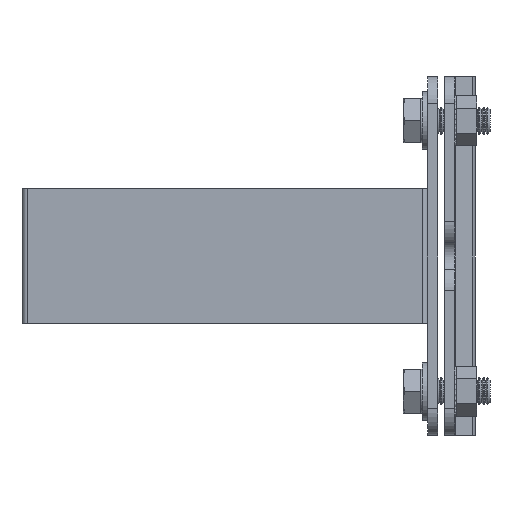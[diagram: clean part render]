
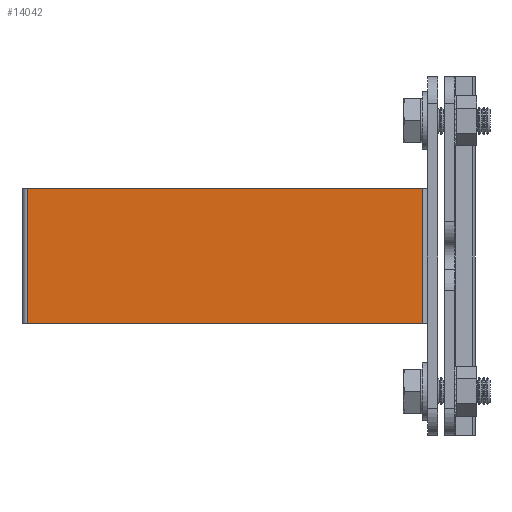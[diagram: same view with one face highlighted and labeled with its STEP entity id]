
A CAD part, left-side view. The second image highlights one B-rep face of the part: STEP entity #14042.
In plain terms, the highlighted planar face has unit normal (-1, 0, 0).
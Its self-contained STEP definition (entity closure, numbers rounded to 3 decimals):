
#140 = LINE ( 'NONE', #20835, #4183 ) ;
#450 = DIRECTION ( 'NONE',  ( 0., 0., -1. ) ) ;
#1644 = AXIS2_PLACEMENT_3D ( 'NONE', #9639, #7884, #18302 ) ;
#1703 = VECTOR ( 'NONE', #19851, 1000. ) ;
#2384 = PLANE ( 'NONE',  #1644 ) ;
#4183 = VECTOR ( 'NONE', #8667, 1000. ) ;
#4786 = EDGE_CURVE ( 'NONE', #20287, #8136, #14307, .T. ) ;
#5466 = CARTESIAN_POINT ( 'NONE',  ( -20., 58.5, -20. ) ) ;
#6979 = CARTESIAN_POINT ( 'NONE',  ( -20., 58.5, 20. ) ) ;
#7884 = DIRECTION ( 'NONE',  ( 1., 0., 0. ) ) ;
#8136 = VERTEX_POINT ( 'NONE', #14616 ) ;
#8396 = ORIENTED_EDGE ( 'NONE', *, *, #22319, .F. ) ;
#8619 = VECTOR ( 'NONE', #16527, 1000. ) ;
#8667 = DIRECTION ( 'NONE',  ( 0., 0., -1. ) ) ;
#8759 = EDGE_CURVE ( 'NONE', #20191, #20287, #140, .T. ) ;
#9639 = CARTESIAN_POINT ( 'NONE',  ( -20., 58.5, 20. ) ) ;
#9748 = EDGE_CURVE ( 'NONE', #20191, #18258, #13348, .T. ) ;
#11191 = CARTESIAN_POINT ( 'NONE',  ( -20., 58.5, 20. ) ) ;
#11757 = FACE_OUTER_BOUND ( 'NONE', #20590, .T. ) ;
#12751 = LINE ( 'NONE', #17631, #15407 ) ;
#13348 = LINE ( 'NONE', #11191, #1703 ) ;
#14042 = ADVANCED_FACE ( 'NONE', ( #11757 ), #2384, .F. ) ;
#14307 = LINE ( 'NONE', #19861, #8619 ) ;
#14616 = CARTESIAN_POINT ( 'NONE',  ( -20., -58.5, -20. ) ) ;
#15014 = ORIENTED_EDGE ( 'NONE', *, *, #9748, .F. ) ;
#15407 = VECTOR ( 'NONE', #450, 1000. ) ;
#16527 = DIRECTION ( 'NONE',  ( 0., -1., 0. ) ) ;
#16749 = ORIENTED_EDGE ( 'NONE', *, *, #8759, .T. ) ;
#17631 = CARTESIAN_POINT ( 'NONE',  ( -20., -58.5, 20. ) ) ;
#18201 = ORIENTED_EDGE ( 'NONE', *, *, #4786, .T. ) ;
#18258 = VERTEX_POINT ( 'NONE', #18583 ) ;
#18302 = DIRECTION ( 'NONE',  ( 0., 1., 0. ) ) ;
#18583 = CARTESIAN_POINT ( 'NONE',  ( -20., -58.5, 20. ) ) ;
#19851 = DIRECTION ( 'NONE',  ( 0., -1., 0. ) ) ;
#19861 = CARTESIAN_POINT ( 'NONE',  ( -20., 58.5, -20. ) ) ;
#20191 = VERTEX_POINT ( 'NONE', #6979 ) ;
#20287 = VERTEX_POINT ( 'NONE', #5466 ) ;
#20590 = EDGE_LOOP ( 'NONE', ( #18201, #8396, #15014, #16749 ) ) ;
#20835 = CARTESIAN_POINT ( 'NONE',  ( -20., 58.5, 20. ) ) ;
#22319 = EDGE_CURVE ( 'NONE', #18258, #8136, #12751, .T. ) ;
